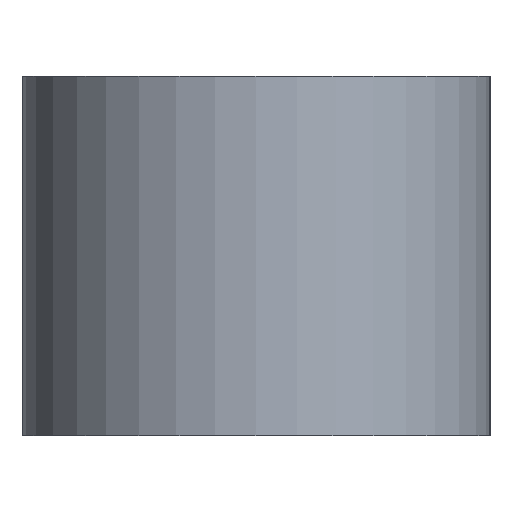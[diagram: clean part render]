
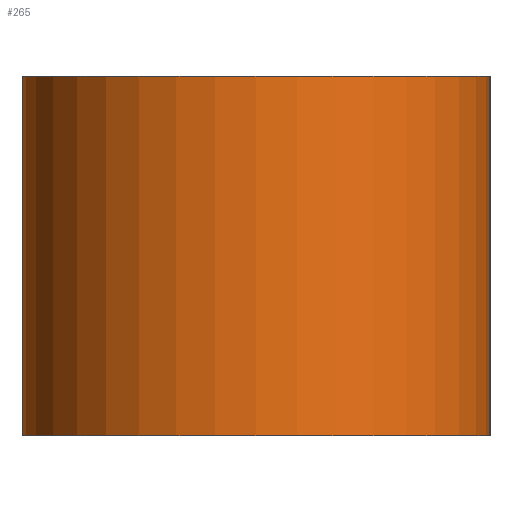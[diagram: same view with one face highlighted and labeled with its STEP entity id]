
A CAD part, left-side view. The second image highlights one B-rep face of the part: STEP entity #265.
In plain terms, the highlighted cylindrical face has radius 7.8 mm (diameter 15.6 mm), a partial arc.
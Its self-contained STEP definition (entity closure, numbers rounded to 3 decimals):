
#15=CIRCLE('',#303,7.8);
#16=CIRCLE('',#304,7.8);
#17=CYLINDRICAL_SURFACE('',#302,7.8);
#24=FACE_OUTER_BOUND('',#38,.T.);
#38=EDGE_LOOP('',(#198,#199,#200,#201));
#64=LINE('',#419,#98);
#65=LINE('',#425,#99);
#98=VECTOR('',#344,10.);
#99=VECTOR('',#351,10.);
#126=VERTEX_POINT('',#415);
#127=VERTEX_POINT('',#417);
#128=VERTEX_POINT('',#421);
#129=VERTEX_POINT('',#423);
#156=EDGE_CURVE('',#126,#127,#64,.T.);
#157=EDGE_CURVE('',#128,#126,#15,.T.);
#158=EDGE_CURVE('',#129,#127,#16,.T.);
#159=EDGE_CURVE('',#128,#129,#65,.T.);
#198=ORIENTED_EDGE('',*,*,#157,.T.);
#199=ORIENTED_EDGE('',*,*,#156,.T.);
#200=ORIENTED_EDGE('',*,*,#158,.F.);
#201=ORIENTED_EDGE('',*,*,#159,.F.);
#265=ADVANCED_FACE('',(#24),#17,.T.);
#302=AXIS2_PLACEMENT_3D('',#420,#345,#346);
#303=AXIS2_PLACEMENT_3D('',#422,#347,#348);
#304=AXIS2_PLACEMENT_3D('',#424,#349,#350);
#344=DIRECTION('',(0.,0.,1.));
#345=DIRECTION('center_axis',(0.,0.,1.));
#346=DIRECTION('ref_axis',(0.,1.,0.));
#347=DIRECTION('center_axis',(0.,0.,1.));
#348=DIRECTION('ref_axis',(0.,1.,0.));
#349=DIRECTION('center_axis',(0.,0.,1.));
#350=DIRECTION('ref_axis',(0.,1.,0.));
#351=DIRECTION('',(0.,0.,1.));
#415=CARTESIAN_POINT('',(7.8,-15.6,0.));
#417=CARTESIAN_POINT('',(7.8,-15.6,12.));
#419=CARTESIAN_POINT('',(7.8,-15.6,0.));
#420=CARTESIAN_POINT('Origin',(7.8,-7.8,0.));
#421=CARTESIAN_POINT('',(7.8,0.,0.));
#422=CARTESIAN_POINT('Origin',(7.8,-7.8,0.));
#423=CARTESIAN_POINT('',(7.8,0.,12.));
#424=CARTESIAN_POINT('Origin',(7.8,-7.8,12.));
#425=CARTESIAN_POINT('',(7.8,0.,0.));
